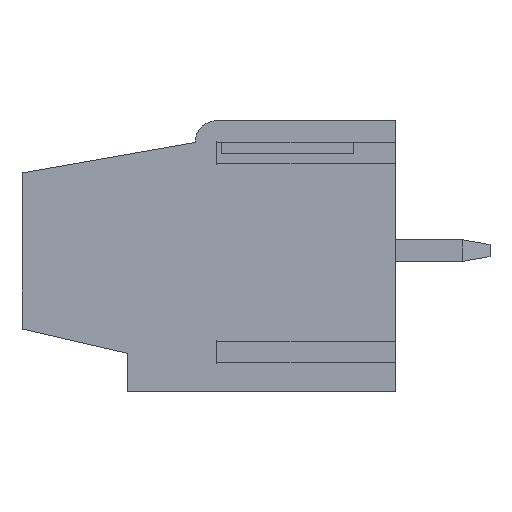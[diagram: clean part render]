
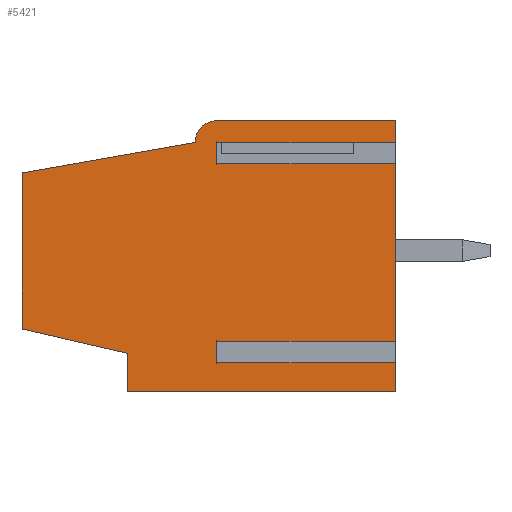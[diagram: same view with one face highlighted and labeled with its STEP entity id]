
A CAD part, left-side view. The second image highlights one B-rep face of the part: STEP entity #5421.
In plain terms, the highlighted planar face has unit normal (-1, 0, 0).
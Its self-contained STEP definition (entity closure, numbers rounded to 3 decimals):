
#5289=AXIS2_PLACEMENT_3D('Plane Axis2P3D',#5286,#5287,#5288) ;
#5337=AXIS2_PLACEMENT_3D('Circle Axis2P3D',#5335,#5336,$) ;
#5286=CARTESIAN_POINT('Axis2P3D Location',(0.,0.,0.)) ;
#5291=CARTESIAN_POINT('Line Origine',(0.,3.2,5.125)) ;
#5295=CARTESIAN_POINT('Vertex',(0.,3.2,1.84)) ;
#5297=CARTESIAN_POINT('Vertex',(0.,3.2,8.41)) ;
#5300=CARTESIAN_POINT('Line Origine',(0.,6.5,8.41)) ;
#5304=CARTESIAN_POINT('Vertex',(0.,9.8,8.41)) ;
#5307=CARTESIAN_POINT('Line Origine',(0.,9.8,8.8)) ;
#5311=CARTESIAN_POINT('Vertex',(0.,9.8,9.19)) ;
#5314=CARTESIAN_POINT('Line Origine',(0.,6.5,9.19)) ;
#5318=CARTESIAN_POINT('Vertex',(0.,3.2,9.19)) ;
#5321=CARTESIAN_POINT('Line Origine',(0.,3.2,9.595)) ;
#5325=CARTESIAN_POINT('Vertex',(0.,3.2,10.)) ;
#5328=CARTESIAN_POINT('Line Origine',(0.,6.5,10.)) ;
#5332=CARTESIAN_POINT('Vertex',(0.,9.8,10.)) ;
#5335=CARTESIAN_POINT('Axis2P3D Location',(0.,9.8,9.2)) ;
#5339=CARTESIAN_POINT('Vertex',(0.,10.6,9.2)) ;
#5342=CARTESIAN_POINT('Line Origine',(0.,13.8,8.636)) ;
#5346=CARTESIAN_POINT('Vertex',(0.,17.,8.072)) ;
#5349=CARTESIAN_POINT('Line Origine',(0.,17.,5.186)) ;
#5353=CARTESIAN_POINT('Vertex',(0.,17.,2.3)) ;
#5356=CARTESIAN_POINT('Line Origine',(0.,15.05,1.85)) ;
#5360=CARTESIAN_POINT('Vertex',(0.,13.1,1.4)) ;
#5363=CARTESIAN_POINT('Line Origine',(0.,13.1,0.7)) ;
#5367=CARTESIAN_POINT('Vertex',(0.,13.1,0.)) ;
#5370=CARTESIAN_POINT('Line Origine',(0.,8.15,0.)) ;
#5374=CARTESIAN_POINT('Vertex',(0.,3.2,0.)) ;
#5377=CARTESIAN_POINT('Line Origine',(0.,3.2,0.53)) ;
#5381=CARTESIAN_POINT('Vertex',(0.,3.2,1.06)) ;
#5384=CARTESIAN_POINT('Line Origine',(0.,6.5,1.06)) ;
#5388=CARTESIAN_POINT('Vertex',(0.,9.8,1.06)) ;
#5391=CARTESIAN_POINT('Line Origine',(0.,9.8,1.45)) ;
#5395=CARTESIAN_POINT('Vertex',(0.,9.8,1.84)) ;
#5398=CARTESIAN_POINT('Line Origine',(0.,6.5,1.84)) ;
#5287=DIRECTION('Axis2P3D Direction',(-1.,0.,0.)) ;
#5288=DIRECTION('Axis2P3D XDirection',(0.,0.,1.)) ;
#5292=DIRECTION('Vector Direction',(0.,0.,1.)) ;
#5301=DIRECTION('Vector Direction',(0.,1.,0.)) ;
#5308=DIRECTION('Vector Direction',(0.,0.,-1.)) ;
#5315=DIRECTION('Vector Direction',(0.,1.,0.)) ;
#5322=DIRECTION('Vector Direction',(0.,0.,1.)) ;
#5329=DIRECTION('Vector Direction',(0.,-1.,0.)) ;
#5336=DIRECTION('Axis2P3D Direction',(-1.,0.,0.)) ;
#5343=DIRECTION('Vector Direction',(0.,-0.985,0.174)) ;
#5350=DIRECTION('Vector Direction',(0.,0.,1.)) ;
#5357=DIRECTION('Vector Direction',(0.,0.974,0.225)) ;
#5364=DIRECTION('Vector Direction',(0.,0.,1.)) ;
#5371=DIRECTION('Vector Direction',(0.,1.,0.)) ;
#5378=DIRECTION('Vector Direction',(0.,0.,1.)) ;
#5385=DIRECTION('Vector Direction',(0.,1.,0.)) ;
#5392=DIRECTION('Vector Direction',(0.,0.,-1.)) ;
#5399=DIRECTION('Vector Direction',(0.,1.,0.)) ;
#5293=VECTOR('Line Direction',#5292,1.) ;
#5302=VECTOR('Line Direction',#5301,1.) ;
#5309=VECTOR('Line Direction',#5308,1.) ;
#5316=VECTOR('Line Direction',#5315,1.) ;
#5323=VECTOR('Line Direction',#5322,1.) ;
#5330=VECTOR('Line Direction',#5329,1.) ;
#5344=VECTOR('Line Direction',#5343,1.) ;
#5351=VECTOR('Line Direction',#5350,1.) ;
#5358=VECTOR('Line Direction',#5357,1.) ;
#5365=VECTOR('Line Direction',#5364,1.) ;
#5372=VECTOR('Line Direction',#5371,1.) ;
#5379=VECTOR('Line Direction',#5378,1.) ;
#5386=VECTOR('Line Direction',#5385,1.) ;
#5393=VECTOR('Line Direction',#5392,1.) ;
#5400=VECTOR('Line Direction',#5399,1.) ;
#5404=ORIENTED_EDGE('',*,*,#5299,.T.) ;
#5405=ORIENTED_EDGE('',*,*,#5306,.T.) ;
#5406=ORIENTED_EDGE('',*,*,#5313,.F.) ;
#5407=ORIENTED_EDGE('',*,*,#5320,.F.) ;
#5408=ORIENTED_EDGE('',*,*,#5327,.T.) ;
#5409=ORIENTED_EDGE('',*,*,#5334,.T.) ;
#5410=ORIENTED_EDGE('',*,*,#5341,.T.) ;
#5411=ORIENTED_EDGE('',*,*,#5348,.T.) ;
#5412=ORIENTED_EDGE('',*,*,#5355,.T.) ;
#5413=ORIENTED_EDGE('',*,*,#5362,.T.) ;
#5414=ORIENTED_EDGE('',*,*,#5369,.T.) ;
#5415=ORIENTED_EDGE('',*,*,#5376,.T.) ;
#5416=ORIENTED_EDGE('',*,*,#5383,.T.) ;
#5417=ORIENTED_EDGE('',*,*,#5390,.T.) ;
#5418=ORIENTED_EDGE('',*,*,#5397,.F.) ;
#5419=ORIENTED_EDGE('',*,*,#5402,.F.) ;
#5421=ADVANCED_FACE('2',(#5420),#5290,.T.) ;
#5338=CIRCLE('generated circle',#5337,0.8) ;
#5299=EDGE_CURVE('',#5296,#5298,#5294,.T.) ;
#5306=EDGE_CURVE('',#5298,#5305,#5303,.T.) ;
#5313=EDGE_CURVE('',#5312,#5305,#5310,.T.) ;
#5320=EDGE_CURVE('',#5319,#5312,#5317,.T.) ;
#5327=EDGE_CURVE('',#5319,#5326,#5324,.T.) ;
#5334=EDGE_CURVE('',#5326,#5333,#5331,.F.) ;
#5341=EDGE_CURVE('',#5333,#5340,#5338,.T.) ;
#5348=EDGE_CURVE('',#5340,#5347,#5345,.F.) ;
#5355=EDGE_CURVE('',#5347,#5354,#5352,.F.) ;
#5362=EDGE_CURVE('',#5354,#5361,#5359,.F.) ;
#5369=EDGE_CURVE('',#5361,#5368,#5366,.F.) ;
#5376=EDGE_CURVE('',#5368,#5375,#5373,.F.) ;
#5383=EDGE_CURVE('',#5375,#5382,#5380,.T.) ;
#5390=EDGE_CURVE('',#5382,#5389,#5387,.T.) ;
#5397=EDGE_CURVE('',#5396,#5389,#5394,.T.) ;
#5402=EDGE_CURVE('',#5296,#5396,#5401,.T.) ;
#5403=EDGE_LOOP('',(#5404,#5405,#5406,#5407,#5408,#5409,#5410,#5411,#5412,#5413,#5414,#5415,#5416,#5417,#5418,#5419)) ;
#5420=FACE_OUTER_BOUND('',#5403,.T.) ;
#5294=LINE('Line',#5291,#5293) ;
#5303=LINE('Line',#5300,#5302) ;
#5310=LINE('Line',#5307,#5309) ;
#5317=LINE('Line',#5314,#5316) ;
#5324=LINE('Line',#5321,#5323) ;
#5331=LINE('Line',#5328,#5330) ;
#5345=LINE('Line',#5342,#5344) ;
#5352=LINE('Line',#5349,#5351) ;
#5359=LINE('Line',#5356,#5358) ;
#5366=LINE('Line',#5363,#5365) ;
#5373=LINE('Line',#5370,#5372) ;
#5380=LINE('Line',#5377,#5379) ;
#5387=LINE('Line',#5384,#5386) ;
#5394=LINE('Line',#5391,#5393) ;
#5401=LINE('Line',#5398,#5400) ;
#5290=PLANE('',#5289) ;
#5296=VERTEX_POINT('',#5295) ;
#5298=VERTEX_POINT('',#5297) ;
#5305=VERTEX_POINT('',#5304) ;
#5312=VERTEX_POINT('',#5311) ;
#5319=VERTEX_POINT('',#5318) ;
#5326=VERTEX_POINT('',#5325) ;
#5333=VERTEX_POINT('',#5332) ;
#5340=VERTEX_POINT('',#5339) ;
#5347=VERTEX_POINT('',#5346) ;
#5354=VERTEX_POINT('',#5353) ;
#5361=VERTEX_POINT('',#5360) ;
#5368=VERTEX_POINT('',#5367) ;
#5375=VERTEX_POINT('',#5374) ;
#5382=VERTEX_POINT('',#5381) ;
#5389=VERTEX_POINT('',#5388) ;
#5396=VERTEX_POINT('',#5395) ;
